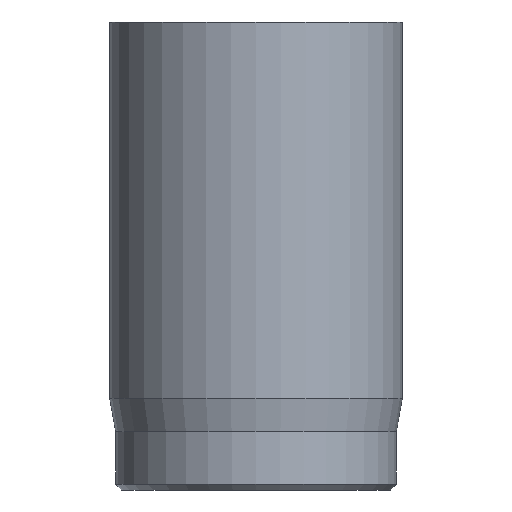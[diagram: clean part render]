
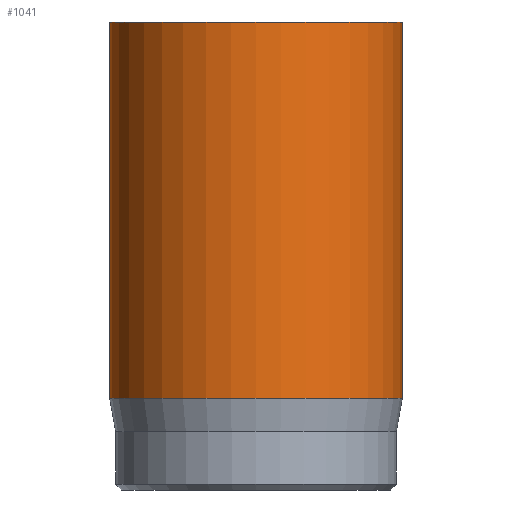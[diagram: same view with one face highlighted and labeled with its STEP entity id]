
A CAD part, front view. The second image highlights one B-rep face of the part: STEP entity #1041.
In plain terms, the highlighted cylindrical face has radius 2.5 mm (diameter 5 mm), a full revolution.
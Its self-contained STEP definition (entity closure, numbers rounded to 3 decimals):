
#42=CYLINDRICAL_SURFACE('',#1180,2.5);
#55=CIRCLE('',#1178,2.5);
#56=CIRCLE('',#1179,2.5);
#57=CIRCLE('',#1181,2.5);
#120=FACE_OUTER_BOUND('',#183,.T.);
#183=EDGE_LOOP('',(#830,#831,#832,#833,#834));
#293=LINE('',#1714,#407);
#407=VECTOR('',#1407,2.5);
#501=VERTEX_POINT('',#1706);
#502=VERTEX_POINT('',#1707);
#503=VERTEX_POINT('',#1712);
#623=EDGE_CURVE('',#501,#502,#55,.T.);
#624=EDGE_CURVE('',#502,#501,#56,.T.);
#626=EDGE_CURVE('',#503,#503,#57,.T.);
#627=EDGE_CURVE('',#503,#501,#293,.T.);
#830=ORIENTED_EDGE('',*,*,#626,.T.);
#831=ORIENTED_EDGE('',*,*,#627,.T.);
#832=ORIENTED_EDGE('',*,*,#623,.T.);
#833=ORIENTED_EDGE('',*,*,#624,.T.);
#834=ORIENTED_EDGE('',*,*,#627,.F.);
#1041=ADVANCED_FACE('',(#120),#42,.T.);
#1178=AXIS2_PLACEMENT_3D('',#1708,#1398,#1399);
#1179=AXIS2_PLACEMENT_3D('',#1709,#1400,#1401);
#1180=AXIS2_PLACEMENT_3D('',#1711,#1403,#1404);
#1181=AXIS2_PLACEMENT_3D('',#1713,#1405,#1406);
#1398=DIRECTION('center_axis',(0.,0.,1.));
#1399=DIRECTION('ref_axis',(-1.,0.,0.));
#1400=DIRECTION('center_axis',(0.,0.,1.));
#1401=DIRECTION('ref_axis',(-1.,0.,0.));
#1403=DIRECTION('center_axis',(0.,0.,1.));
#1404=DIRECTION('ref_axis',(-1.,0.,0.));
#1405=DIRECTION('center_axis',(0.,0.,-1.));
#1406=DIRECTION('ref_axis',(-1.,0.,0.));
#1407=DIRECTION('',(0.,0.,-1.));
#1706=CARTESIAN_POINT('',(2.5,0.,1.567));
#1707=CARTESIAN_POINT('',(-2.5,0.,1.567));
#1708=CARTESIAN_POINT('Origin',(0.,0.,1.567));
#1709=CARTESIAN_POINT('Origin',(0.,0.,1.567));
#1711=CARTESIAN_POINT('Origin',(0.,0.,0.));
#1712=CARTESIAN_POINT('',(2.5,0.,8.));
#1713=CARTESIAN_POINT('Origin',(0.,0.,8.));
#1714=CARTESIAN_POINT('',(2.5,0.,0.));
